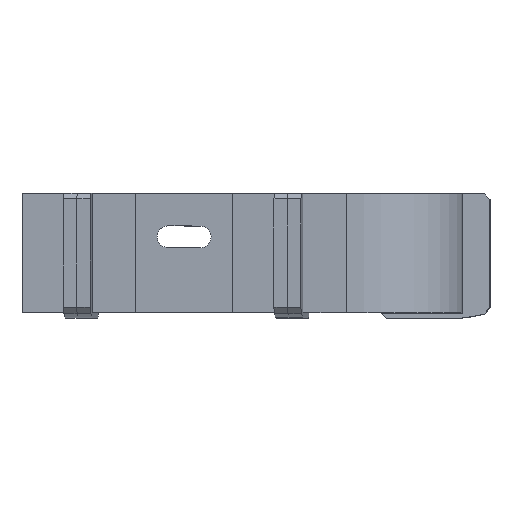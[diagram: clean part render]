
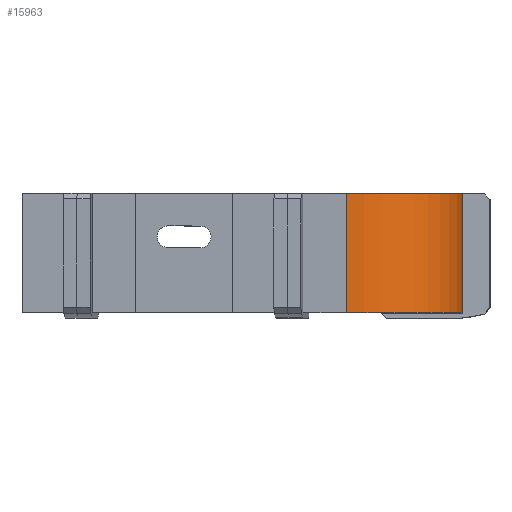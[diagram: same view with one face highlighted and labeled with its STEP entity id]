
A CAD part, left-side view. The second image highlights one B-rep face of the part: STEP entity #15963.
In plain terms, the highlighted cylindrical face has radius 20 mm (diameter 40 mm), a partial arc.
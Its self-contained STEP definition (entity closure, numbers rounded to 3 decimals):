
#15963 = ADVANCED_FACE('',(#15964),#15979,.T.);
#15964 = FACE_BOUND('',#15965,.F.);
#15965 = EDGE_LOOP('',(#15966,#16002,#16030,#16059));
#15966 = ORIENTED_EDGE('',*,*,#15967,.T.);
#15967 = EDGE_CURVE('',#15968,#15970,#15972,.T.);
#15968 = VERTEX_POINT('',#15969);
#15969 = CARTESIAN_POINT('',(0.,0.,0.));
#15970 = VERTEX_POINT('',#15971);
#15971 = CARTESIAN_POINT('',(-19.951,21.395,0.));
#15972 = SURFACE_CURVE('',#15973,(#15978,#15990),.PCURVE_S1.);
#15973 = CIRCLE('',#15974,20.);
#15974 = AXIS2_PLACEMENT_3D('',#15975,#15976,#15977);
#15975 = CARTESIAN_POINT('',(0.,20.,0.));
#15976 = DIRECTION('',(0.,0.,-1.));
#15977 = DIRECTION('',(0.,-1.,0.));
#15978 = PCURVE('',#15979,#15984);
#15979 = CYLINDRICAL_SURFACE('',#15980,20.);
#15980 = AXIS2_PLACEMENT_3D('',#15981,#15982,#15983);
#15981 = CARTESIAN_POINT('',(0.,20.,0.));
#15982 = DIRECTION('',(-0.,-0.,1.));
#15983 = DIRECTION('',(0.,-1.,0.));
#15984 = DEFINITIONAL_REPRESENTATION('',(#15985),#15989);
#15985 = LINE('',#15986,#15987);
#15986 = CARTESIAN_POINT('',(-0.,0.));
#15987 = VECTOR('',#15988,1.);
#15988 = DIRECTION('',(-1.,0.));
#15989 = ( GEOMETRIC_REPRESENTATION_CONTEXT(2) 
PARAMETRIC_REPRESENTATION_CONTEXT() REPRESENTATION_CONTEXT('2D SPACE',''
  ) );
#15990 = PCURVE('',#15991,#15996);
#15991 = PLANE('',#15992);
#15992 = AXIS2_PLACEMENT_3D('',#15993,#15994,#15995);
#15993 = CARTESIAN_POINT('',(0.,20.,0.));
#15994 = DIRECTION('',(0.,0.,-1.));
#15995 = DIRECTION('',(0.,-1.,0.));
#15996 = DEFINITIONAL_REPRESENTATION('',(#15997),#16001);
#15997 = CIRCLE('',#15998,20.);
#15998 = AXIS2_PLACEMENT_2D('',#15999,#16000);
#15999 = CARTESIAN_POINT('',(0.,0.));
#16000 = DIRECTION('',(1.,-0.));
#16001 = ( GEOMETRIC_REPRESENTATION_CONTEXT(2) 
PARAMETRIC_REPRESENTATION_CONTEXT() REPRESENTATION_CONTEXT('2D SPACE',''
  ) );
#16002 = ORIENTED_EDGE('',*,*,#16003,.T.);
#16003 = EDGE_CURVE('',#15970,#16004,#16006,.T.);
#16004 = VERTEX_POINT('',#16005);
#16005 = CARTESIAN_POINT('',(-19.951,21.395,22.));
#16006 = SURFACE_CURVE('',#16007,(#16011,#16018),.PCURVE_S1.);
#16007 = LINE('',#16008,#16009);
#16008 = CARTESIAN_POINT('',(-19.951,21.395,0.));
#16009 = VECTOR('',#16010,1.);
#16010 = DIRECTION('',(0.,0.,1.));
#16011 = PCURVE('',#15979,#16012);
#16012 = DEFINITIONAL_REPRESENTATION('',(#16013),#16017);
#16013 = LINE('',#16014,#16015);
#16014 = CARTESIAN_POINT('',(-1.641,0.));
#16015 = VECTOR('',#16016,1.);
#16016 = DIRECTION('',(-0.,1.));
#16017 = ( GEOMETRIC_REPRESENTATION_CONTEXT(2) 
PARAMETRIC_REPRESENTATION_CONTEXT() REPRESENTATION_CONTEXT('2D SPACE',''
  ) );
#16018 = PCURVE('',#16019,#16024);
#16019 = PLANE('',#16020);
#16020 = AXIS2_PLACEMENT_3D('',#16021,#16022,#16023);
#16021 = CARTESIAN_POINT('',(-15.799,21.105,
    7.662));
#16022 = DIRECTION('',(0.07,0.998,0.));
#16023 = DIRECTION('',(0.,0.,1.));
#16024 = DEFINITIONAL_REPRESENTATION('',(#16025),#16029);
#16025 = LINE('',#16026,#16027);
#16026 = CARTESIAN_POINT('',(-7.662,-4.162));
#16027 = VECTOR('',#16028,1.);
#16028 = DIRECTION('',(1.,0.));
#16029 = ( GEOMETRIC_REPRESENTATION_CONTEXT(2) 
PARAMETRIC_REPRESENTATION_CONTEXT() REPRESENTATION_CONTEXT('2D SPACE',''
  ) );
#16030 = ORIENTED_EDGE('',*,*,#16031,.F.);
#16031 = EDGE_CURVE('',#16032,#16004,#16034,.T.);
#16032 = VERTEX_POINT('',#16033);
#16033 = CARTESIAN_POINT('',(0.,0.,22.));
#16034 = SURFACE_CURVE('',#16035,(#16040,#16047),.PCURVE_S1.);
#16035 = CIRCLE('',#16036,20.);
#16036 = AXIS2_PLACEMENT_3D('',#16037,#16038,#16039);
#16037 = CARTESIAN_POINT('',(0.,20.,22.));
#16038 = DIRECTION('',(0.,0.,-1.));
#16039 = DIRECTION('',(0.,-1.,0.));
#16040 = PCURVE('',#15979,#16041);
#16041 = DEFINITIONAL_REPRESENTATION('',(#16042),#16046);
#16042 = LINE('',#16043,#16044);
#16043 = CARTESIAN_POINT('',(-0.,22.));
#16044 = VECTOR('',#16045,1.);
#16045 = DIRECTION('',(-1.,0.));
#16046 = ( GEOMETRIC_REPRESENTATION_CONTEXT(2) 
PARAMETRIC_REPRESENTATION_CONTEXT() REPRESENTATION_CONTEXT('2D SPACE',''
  ) );
#16047 = PCURVE('',#16048,#16053);
#16048 = PLANE('',#16049);
#16049 = AXIS2_PLACEMENT_3D('',#16050,#16051,#16052);
#16050 = CARTESIAN_POINT('',(0.,20.,22.));
#16051 = DIRECTION('',(0.,0.,-1.));
#16052 = DIRECTION('',(0.,-1.,0.));
#16053 = DEFINITIONAL_REPRESENTATION('',(#16054),#16058);
#16054 = CIRCLE('',#16055,20.);
#16055 = AXIS2_PLACEMENT_2D('',#16056,#16057);
#16056 = CARTESIAN_POINT('',(0.,0.));
#16057 = DIRECTION('',(1.,0.));
#16058 = ( GEOMETRIC_REPRESENTATION_CONTEXT(2) 
PARAMETRIC_REPRESENTATION_CONTEXT() REPRESENTATION_CONTEXT('2D SPACE',''
  ) );
#16059 = ORIENTED_EDGE('',*,*,#16060,.F.);
#16060 = EDGE_CURVE('',#15968,#16032,#16061,.T.);
#16061 = SURFACE_CURVE('',#16062,(#16066,#16073),.PCURVE_S1.);
#16062 = LINE('',#16063,#16064);
#16063 = CARTESIAN_POINT('',(0.,0.,0.));
#16064 = VECTOR('',#16065,1.);
#16065 = DIRECTION('',(0.,0.,1.));
#16066 = PCURVE('',#15979,#16067);
#16067 = DEFINITIONAL_REPRESENTATION('',(#16068),#16072);
#16068 = LINE('',#16069,#16070);
#16069 = CARTESIAN_POINT('',(-0.,0.));
#16070 = VECTOR('',#16071,1.);
#16071 = DIRECTION('',(-0.,1.));
#16072 = ( GEOMETRIC_REPRESENTATION_CONTEXT(2) 
PARAMETRIC_REPRESENTATION_CONTEXT() REPRESENTATION_CONTEXT('2D SPACE',''
  ) );
#16073 = PCURVE('',#16074,#16079);
#16074 = PLANE('',#16075);
#16075 = AXIS2_PLACEMENT_3D('',#16076,#16077,#16078);
#16076 = CARTESIAN_POINT('',(0.,4.162,7.662));
#16077 = DIRECTION('',(-1.,0.,0.));
#16078 = DIRECTION('',(0.,0.,1.));
#16079 = DEFINITIONAL_REPRESENTATION('',(#16080),#16084);
#16080 = LINE('',#16081,#16082);
#16081 = CARTESIAN_POINT('',(-7.662,-4.162));
#16082 = VECTOR('',#16083,1.);
#16083 = DIRECTION('',(1.,0.));
#16084 = ( GEOMETRIC_REPRESENTATION_CONTEXT(2) 
PARAMETRIC_REPRESENTATION_CONTEXT() REPRESENTATION_CONTEXT('2D SPACE',''
  ) );
